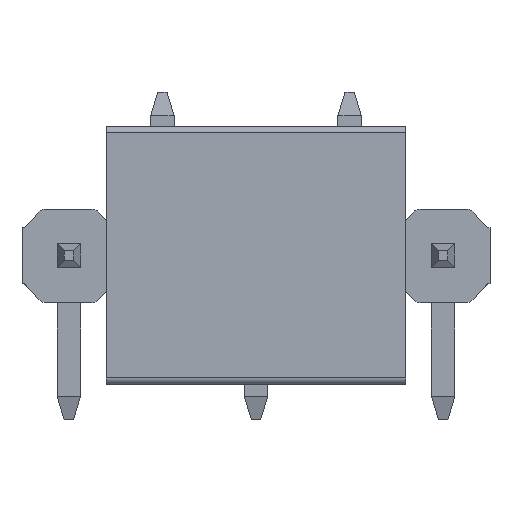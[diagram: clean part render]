
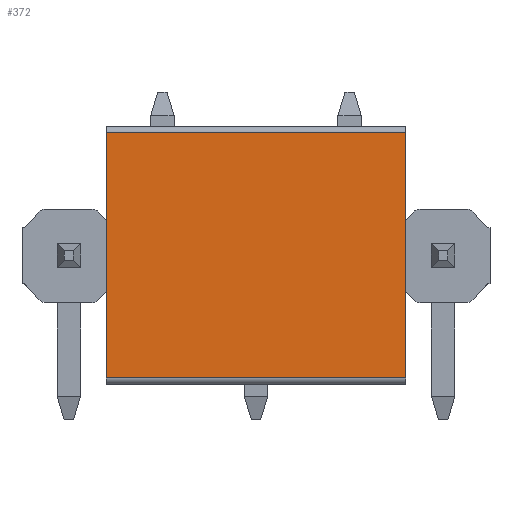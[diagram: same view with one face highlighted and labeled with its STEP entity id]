
A CAD part, top view. The second image highlights one B-rep face of the part: STEP entity #372.
In plain terms, the highlighted planar face has unit normal (0, 0, 1).
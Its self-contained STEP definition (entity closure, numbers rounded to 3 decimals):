
#372=ADVANCED_FACE('',(#821),#590,.F.);
#590=PLANE('',#4845);
#821=FACE_OUTER_BOUND('',#1080,.T.);
#1080=EDGE_LOOP('',(#2349,#2350,#2351,#2352));
#2349=ORIENTED_EDGE('',*,*,#3415,.F.);
#2350=ORIENTED_EDGE('',*,*,#3445,.T.);
#2351=ORIENTED_EDGE('',*,*,#3383,.F.);
#2352=ORIENTED_EDGE('',*,*,#3446,.T.);
#2789=VERTEX_POINT('',#7194);
#2790=VERTEX_POINT('',#7195);
#2816=VERTEX_POINT('',#7254);
#2817=VERTEX_POINT('',#7256);
#3383=EDGE_CURVE('',#2789,#2790,#3946,.T.);
#3415=EDGE_CURVE('',#2816,#2817,#3961,.T.);
#3445=EDGE_CURVE('',#2816,#2790,#3976,.T.);
#3446=EDGE_CURVE('',#2789,#2817,#3977,.T.);
#3946=LINE('',#7193,#4477);
#3961=LINE('',#7255,#4492);
#3976=LINE('',#7310,#4507);
#3977=LINE('',#7311,#4508);
#4477=VECTOR('',#5916,1.);
#4492=VECTOR('',#5969,1.);
#4507=VECTOR('',#6020,1.);
#4508=VECTOR('',#6021,1.);
#4845=AXIS2_PLACEMENT_3D('',#7312,#6022,#6023);
#5916=DIRECTION('',(0.,1.,0.));
#5969=DIRECTION('',(0.,-1.,0.));
#6020=DIRECTION('',(-1.,0.,0.));
#6021=DIRECTION('',(1.,0.,0.));
#6022=DIRECTION('',(0.,0.,-1.));
#6023=DIRECTION('',(-1.,0.,0.));
#7193=CARTESIAN_POINT('',(15.8,-1.75,5.3));
#7194=CARTESIAN_POINT('',(15.8,-1.62,5.3));
#7195=CARTESIAN_POINT('',(15.8,3.62,5.3));
#7254=CARTESIAN_POINT('',(22.2,3.62,5.3));
#7255=CARTESIAN_POINT('',(22.2,-1.75,5.3));
#7256=CARTESIAN_POINT('',(22.2,-1.62,5.3));
#7310=CARTESIAN_POINT('',(15.8,3.62,5.3));
#7311=CARTESIAN_POINT('',(15.8,-1.62,5.3));
#7312=CARTESIAN_POINT('',(15.8,3.75,5.3));
